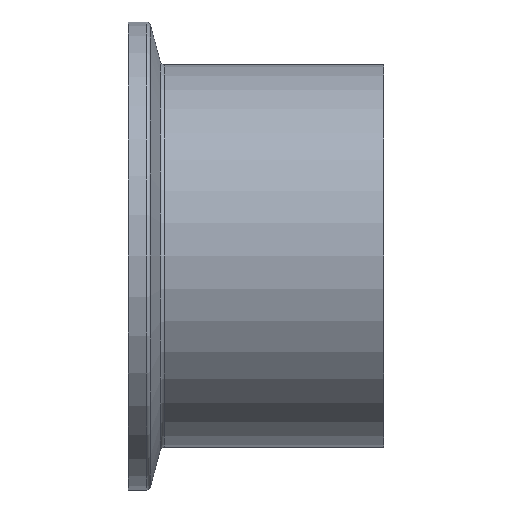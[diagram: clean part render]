
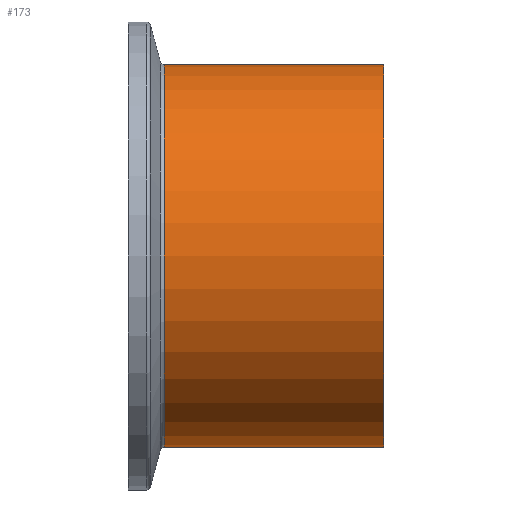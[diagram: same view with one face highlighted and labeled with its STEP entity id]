
A CAD part, front view. The second image highlights one B-rep face of the part: STEP entity #173.
In plain terms, the highlighted cylindrical face has radius 22.5 mm (diameter 45 mm), a full revolution.
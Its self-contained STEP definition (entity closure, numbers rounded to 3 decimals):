
#19=CYLINDRICAL_SURFACE('',#211,22.5);
#23=LINE('',#323,#27);
#27=VECTOR('',#262,22.5);
#33=FACE_OUTER_BOUND('',#41,.T.);
#41=EDGE_LOOP('',(#133,#134,#135,#136,#137,#138,#139));
#51=CIRCLE('',#202,22.5);
#52=CIRCLE('',#203,22.5);
#53=CIRCLE('',#204,22.5);
#59=CIRCLE('',#212,22.5);
#60=CIRCLE('',#213,22.5);
#73=VERTEX_POINT('',#300);
#74=VERTEX_POINT('',#302);
#75=VERTEX_POINT('',#304);
#80=VERTEX_POINT('',#319);
#81=VERTEX_POINT('',#320);
#93=EDGE_CURVE('',#73,#74,#51,.T.);
#94=EDGE_CURVE('',#74,#75,#52,.T.);
#95=EDGE_CURVE('',#75,#73,#53,.T.);
#102=EDGE_CURVE('',#80,#81,#59,.T.);
#103=EDGE_CURVE('',#81,#80,#60,.T.);
#104=EDGE_CURVE('',#81,#75,#23,.T.);
#133=ORIENTED_EDGE('',*,*,#102,.F.);
#134=ORIENTED_EDGE('',*,*,#103,.F.);
#135=ORIENTED_EDGE('',*,*,#104,.T.);
#136=ORIENTED_EDGE('',*,*,#94,.F.);
#137=ORIENTED_EDGE('',*,*,#93,.F.);
#138=ORIENTED_EDGE('',*,*,#95,.F.);
#139=ORIENTED_EDGE('',*,*,#104,.F.);
#173=ADVANCED_FACE('',(#33),#19,.T.);
#202=AXIS2_PLACEMENT_3D('',#303,#237,#238);
#203=AXIS2_PLACEMENT_3D('',#305,#239,#240);
#204=AXIS2_PLACEMENT_3D('',#306,#241,#242);
#211=AXIS2_PLACEMENT_3D('',#318,#256,#257);
#212=AXIS2_PLACEMENT_3D('',#321,#258,#259);
#213=AXIS2_PLACEMENT_3D('',#322,#260,#261);
#237=DIRECTION('center_axis',(-1.,0.,0.));
#238=DIRECTION('ref_axis',(0.,-1.,0.));
#239=DIRECTION('center_axis',(-1.,0.,0.));
#240=DIRECTION('ref_axis',(0.,-1.,0.));
#241=DIRECTION('center_axis',(-1.,0.,0.));
#242=DIRECTION('ref_axis',(0.,-1.,0.));
#256=DIRECTION('center_axis',(1.,0.,0.));
#257=DIRECTION('ref_axis',(0.,1.,0.));
#258=DIRECTION('center_axis',(1.,0.,0.));
#259=DIRECTION('ref_axis',(0.,0.,-1.));
#260=DIRECTION('center_axis',(1.,0.,0.));
#261=DIRECTION('ref_axis',(0.,0.,-1.));
#262=DIRECTION('',(-1.,0.,0.));
#300=CARTESIAN_POINT('',(4.223,0.,22.5));
#302=CARTESIAN_POINT('',(4.223,22.5,0.));
#303=CARTESIAN_POINT('Origin',(4.223,0.,0.));
#304=CARTESIAN_POINT('',(4.223,-22.5,0.));
#305=CARTESIAN_POINT('Origin',(4.223,0.,0.));
#306=CARTESIAN_POINT('Origin',(4.223,0.,0.));
#318=CARTESIAN_POINT('Origin',(16.92,0.,0.));
#319=CARTESIAN_POINT('',(30.,22.5,0.));
#320=CARTESIAN_POINT('',(30.,-22.5,0.));
#321=CARTESIAN_POINT('Origin',(30.,0.,0.));
#322=CARTESIAN_POINT('Origin',(30.,0.,0.));
#323=CARTESIAN_POINT('',(16.92,-22.5,0.));
